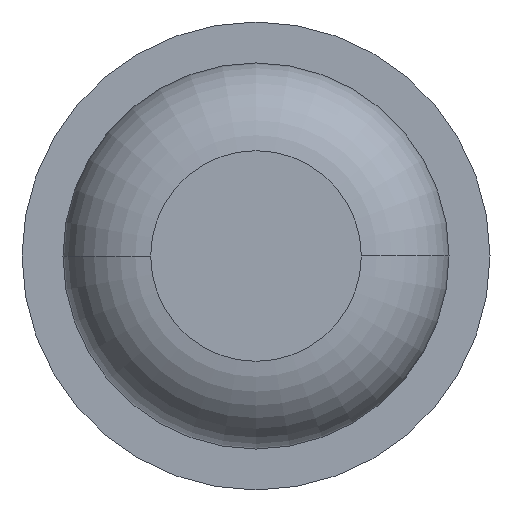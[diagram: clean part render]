
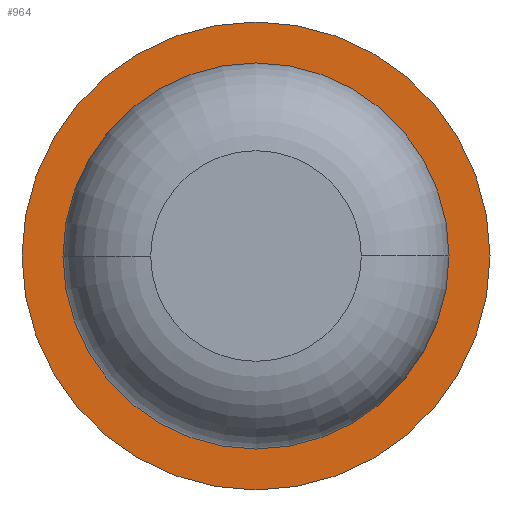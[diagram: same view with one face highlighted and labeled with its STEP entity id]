
A CAD part, front view. The second image highlights one B-rep face of the part: STEP entity #964.
In plain terms, the highlighted planar face has unit normal (0, -1, 0).
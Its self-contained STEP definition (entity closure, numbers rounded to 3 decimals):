
#290 = CARTESIAN_POINT ( 'NONE',  ( 1., -6., 0. ) ) ;
#477 = DIRECTION ( 'NONE',  ( 0., 1., 0. ) ) ;
#764 = VERTEX_POINT ( 'NONE', #4054 ) ;
#964 = ADVANCED_FACE ( 'Defeature ausgef�hrt1_7', ( #3176, #2765 ), #1037, .F. ) ;
#1037 = PLANE ( 'NONE',  #1318 ) ;
#1076 = AXIS2_PLACEMENT_3D ( 'NONE', #2562, #4157, #3518 ) ;
#1100 = EDGE_CURVE ( 'Defeature ausgef�hrt1_8+Defeature ausgef�hrt1_7+Defeature ausgef�hrt1_7+Defeature ausgef�hrt1_7', #3018, #1895, #1647, .T. ) ;
#1318 = AXIS2_PLACEMENT_3D ( 'NONE', #1972, #3644, #1369 ) ;
#1369 = DIRECTION ( 'NONE',  ( -1., 0., 0. ) ) ;
#1402 = EDGE_CURVE ( 'Defeature ausgef�hrt1_7+Defeature ausgef�hrt1_0+Defeature ausgef�hrt1_0+Defeature ausgef�hrt1_0', #3031, #764, #1804, .T. ) ;
#1461 = DIRECTION ( 'NONE',  ( 0., 1., 0. ) ) ;
#1503 = AXIS2_PLACEMENT_3D ( 'NONE', #1537, #3180, #3470 ) ;
#1537 = CARTESIAN_POINT ( 'NONE',  ( 0., -6., 0. ) ) ;
#1647 = CIRCLE ( 'NONE', #1076, 1. ) ;
#1720 = ORIENTED_EDGE ( 'NONE', *, *, #1402, .T. ) ;
#1752 = CIRCLE ( 'NONE', #1503, 1. ) ;
#1779 = EDGE_LOOP ( 'NONE', ( #4028, #2661 ) ) ;
#1804 = CIRCLE ( 'NONE', #3413, 0.825 ) ;
#1895 = VERTEX_POINT ( 'NONE', #290 ) ;
#1972 = CARTESIAN_POINT ( 'NONE',  ( 0.825, -6., 0. ) ) ;
#2086 = AXIS2_PLACEMENT_3D ( 'NONE', #2096, #477, #3769 ) ;
#2096 = CARTESIAN_POINT ( 'NONE',  ( 0., -6., 0. ) ) ;
#2098 = CIRCLE ( 'NONE', #2086, 0.825 ) ;
#2130 = CARTESIAN_POINT ( 'NONE',  ( 0., -6., 0. ) ) ;
#2431 = DIRECTION ( 'NONE',  ( -1., 0., 0. ) ) ;
#2562 = CARTESIAN_POINT ( 'NONE',  ( 0., -6., 0. ) ) ;
#2585 = EDGE_CURVE ( 'Defeature ausgef�hrt1_7+Defeature ausgef�hrt1_0+Defeature ausgef�hrt1_0+Defeature ausgef�hrt1_0', #764, #3031, #2098, .T. ) ;
#2648 = EDGE_CURVE ( 'Defeature ausgef�hrt1_8+Defeature ausgef�hrt1_7+Defeature ausgef�hrt1_7+Defeature ausgef�hrt1_7', #1895, #3018, #1752, .T. ) ;
#2661 = ORIENTED_EDGE ( 'NONE', *, *, #2648, .F. ) ;
#2765 = FACE_BOUND ( 'NONE', #4041, .T. ) ;
#3018 = VERTEX_POINT ( 'NONE', #3749 ) ;
#3031 = VERTEX_POINT ( 'NONE', #3082 ) ;
#3082 = CARTESIAN_POINT ( 'NONE',  ( 0.825, -6., 0. ) ) ;
#3176 = FACE_OUTER_BOUND ( 'NONE', #1779, .T. ) ;
#3180 = DIRECTION ( 'NONE',  ( 0., 1., 0. ) ) ;
#3344 = ORIENTED_EDGE ( 'NONE', *, *, #2585, .T. ) ;
#3413 = AXIS2_PLACEMENT_3D ( 'NONE', #2130, #1461, #2431 ) ;
#3470 = DIRECTION ( 'NONE',  ( -1., 0., 0. ) ) ;
#3518 = DIRECTION ( 'NONE',  ( -1., 0., 0. ) ) ;
#3644 = DIRECTION ( 'NONE',  ( 0., 1., 0. ) ) ;
#3749 = CARTESIAN_POINT ( 'NONE',  ( -1., -6., 0. ) ) ;
#3769 = DIRECTION ( 'NONE',  ( -1., 0., 0. ) ) ;
#4028 = ORIENTED_EDGE ( 'NONE', *, *, #1100, .F. ) ;
#4041 = EDGE_LOOP ( 'NONE', ( #3344, #1720 ) ) ;
#4054 = CARTESIAN_POINT ( 'NONE',  ( -0.825, -6., 0. ) ) ;
#4157 = DIRECTION ( 'NONE',  ( 0., 1., 0. ) ) ;
